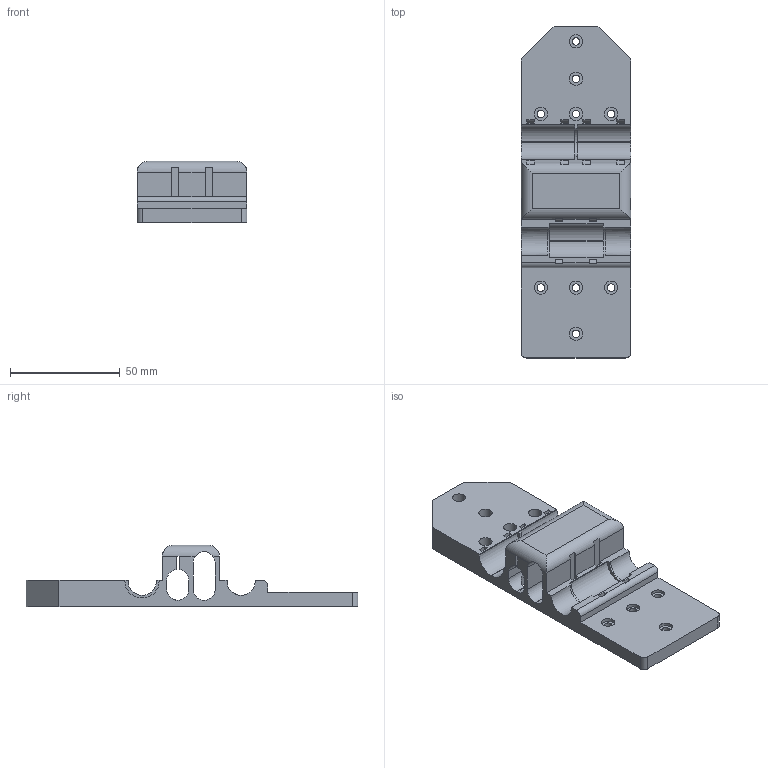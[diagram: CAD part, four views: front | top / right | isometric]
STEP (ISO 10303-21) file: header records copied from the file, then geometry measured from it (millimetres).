
FILE_DESCRIPTION(('FreeCAD Model'),'2;1');
FILE_NAME('XCarriage_RearBeltFixing.step', '2019-06-11T11:45:37',('Author'),(''), 'Open CASCADE STEP processor 7.2','FreeCAD','Unknown');
FILE_SCHEMA(('AUTOMOTIVE_DESIGN { 1 0 10303 214 1 1 1 1 }'));
Products named in the file (1): EXPORT_MainBody_Rear_BeltFixing
Bounding box: 50 x 151 x 28 mm (x, y, z)
Volume: 66295.6 mm3; surface area: 29402.5 mm2
Topology: 1 solids, 1 shells, 876 faces, 2636 edges, 1758 vertices
Faces by surface type: plane 800, cylinder 76
Full cylindrical faces by diameter (mm): 3.4 x9, 6 x9
Entity records: 68752 total; most frequent: CARTESIAN_POINT 17249, DIRECTION 9469, LINE 5280, VECTOR 5280, ORIENTED_EDGE 5272, PCURVE 5272, DEFINITIONAL_REPRESENTATION 5272, EDGE_CURVE 2636
